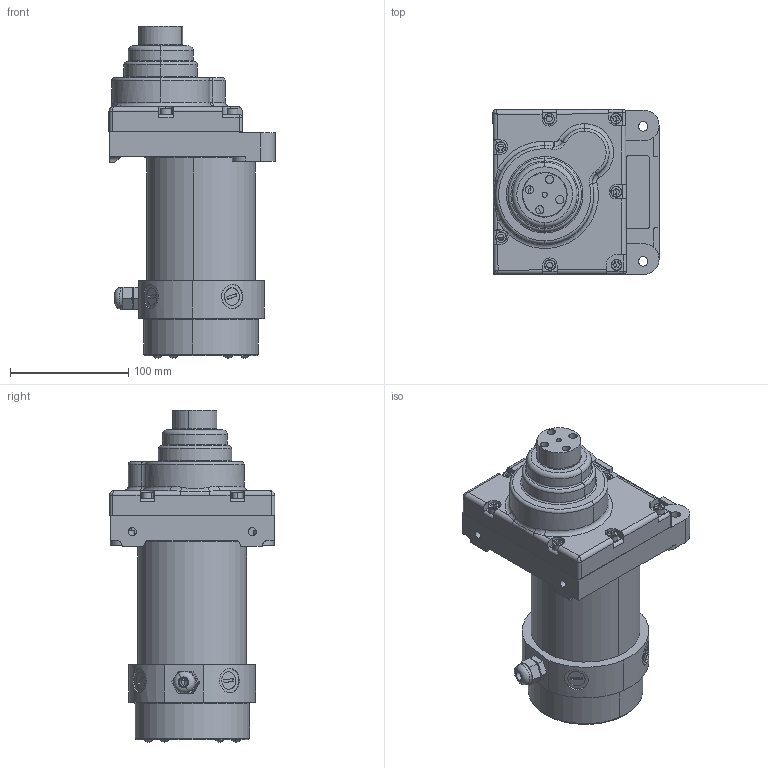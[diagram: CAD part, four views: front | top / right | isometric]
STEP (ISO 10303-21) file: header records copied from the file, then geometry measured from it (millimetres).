
FILE_DESCRIPTION (( 'STEP AP203' ), '1' );
FILE_NAME ('NPC-T74.STEP', '2015-02-26T20:30:36', ( 'Mytech' ), ( '' ), 'SwSTEP 2.0', 'SolidWorks 2014', '' );
FILE_SCHEMA (( 'CONFIG_CONTROL_DESIGN' ));
Length unit declared in the file: millimetre
Products named in the file (1): NPC-T74
Bounding box: 140.59 x 139.93 x 281.05 mm (x, y, z)
Surface area: 189337.9 mm2 (no closed solid volume)
Topology: 0 solids, 29 shells, 438 faces, 1321 edges, 909 vertices
Faces by surface type: plane 232, cylinder 147, torus 27, cone 14, sphere 10, bspline 8
Entity records: 16021 total; most frequent: CARTESIAN_POINT 3831, DIRECTION 2672, ORIENTED_EDGE 2272, EDGE_CURVE 1317, AXIS2_PLACEMENT_3D 968, VERTEX_POINT 909, LINE 736, VECTOR 736
